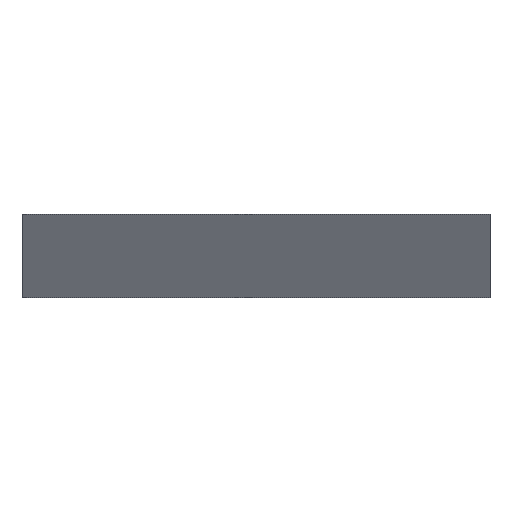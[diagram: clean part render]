
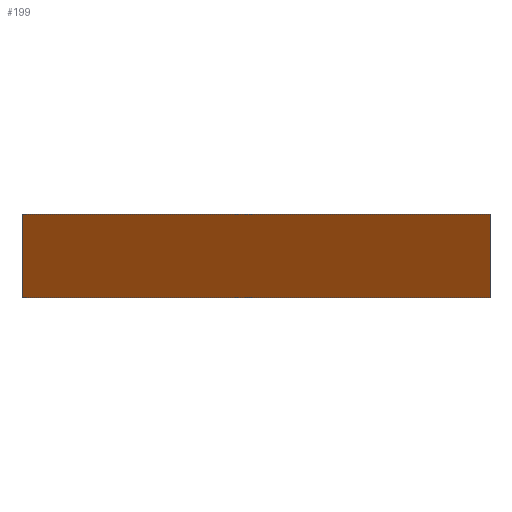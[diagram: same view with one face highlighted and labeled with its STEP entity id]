
A CAD part, left-side view. The second image highlights one B-rep face of the part: STEP entity #199.
In plain terms, the highlighted planar face has unit normal (-0.747, 0.664, 0).
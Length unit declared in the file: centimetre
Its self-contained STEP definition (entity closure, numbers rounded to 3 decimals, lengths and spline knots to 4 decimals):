
#3 = DIRECTION ( 'NONE',  ( 0., 0., 1. ) ) ;
#17 = LINE ( 'NONE', #442, #122 ) ;
#98 = VECTOR ( 'NONE', #1738, 100. ) ;
#122 = VECTOR ( 'NONE', #745, 100. ) ;
#128 = DIRECTION ( 'NONE',  ( -0.664, -0.747, 0. ) ) ;
#156 = EDGE_LOOP ( 'NONE', ( #548, #1983, #1272, #1458 ) ) ;
#199 = ADVANCED_FACE ( 'NONE', ( #697 ), #1961, .T. ) ;
#241 = EDGE_CURVE ( 'NONE', #819, #243, #17, .T. ) ;
#243 = VERTEX_POINT ( 'NONE', #1350 ) ;
#277 = DIRECTION ( 'NONE',  ( -0.664, -0.747, 0. ) ) ;
#295 = DIRECTION ( 'NONE',  ( -0.747, 0.664, 0. ) ) ;
#324 = CARTESIAN_POINT ( 'NONE',  ( -20., -5., -4. ) ) ;
#373 = CARTESIAN_POINT ( 'NONE',  ( 0., 17.5, -4. ) ) ;
#442 = CARTESIAN_POINT ( 'NONE',  ( -20., -5., -34.104 ) ) ;
#477 = EDGE_CURVE ( 'NONE', #723, #819, #643, .T. ) ;
#531 = LINE ( 'NONE', #605, #1092 ) ;
#548 = ORIENTED_EDGE ( 'NONE', *, *, #860, .F. ) ;
#550 = LINE ( 'NONE', #1124, #1996 ) ;
#564 = VERTEX_POINT ( 'NONE', #1446 ) ;
#605 = CARTESIAN_POINT ( 'NONE',  ( 0., 17.5, 0. ) ) ;
#643 = LINE ( 'NONE', #373, #98 ) ;
#697 = FACE_OUTER_BOUND ( 'NONE', #156, .T. ) ;
#723 = VERTEX_POINT ( 'NONE', #1954 ) ;
#743 = AXIS2_PLACEMENT_3D ( 'NONE', #767, #295, #277 ) ;
#745 = DIRECTION ( 'NONE',  ( 0., 0., 1. ) ) ;
#767 = CARTESIAN_POINT ( 'NONE',  ( 0., 17.5, -34.104 ) ) ;
#779 = EDGE_CURVE ( 'NONE', #564, #243, #531, .T. ) ;
#819 = VERTEX_POINT ( 'NONE', #324 ) ;
#860 = EDGE_CURVE ( 'NONE', #723, #564, #550, .T. ) ;
#1092 = VECTOR ( 'NONE', #128, 100. ) ;
#1124 = CARTESIAN_POINT ( 'NONE',  ( 0., 17.5, -34.104 ) ) ;
#1272 = ORIENTED_EDGE ( 'NONE', *, *, #241, .T. ) ;
#1350 = CARTESIAN_POINT ( 'NONE',  ( -20., -5., 0. ) ) ;
#1446 = CARTESIAN_POINT ( 'NONE',  ( 0., 17.5, 0. ) ) ;
#1458 = ORIENTED_EDGE ( 'NONE', *, *, #779, .F. ) ;
#1738 = DIRECTION ( 'NONE',  ( -0.664, -0.747, 0. ) ) ;
#1954 = CARTESIAN_POINT ( 'NONE',  ( 0., 17.5, -4. ) ) ;
#1961 = PLANE ( 'NONE',  #743 ) ;
#1983 = ORIENTED_EDGE ( 'NONE', *, *, #477, .T. ) ;
#1996 = VECTOR ( 'NONE', #3, 100. ) ;
